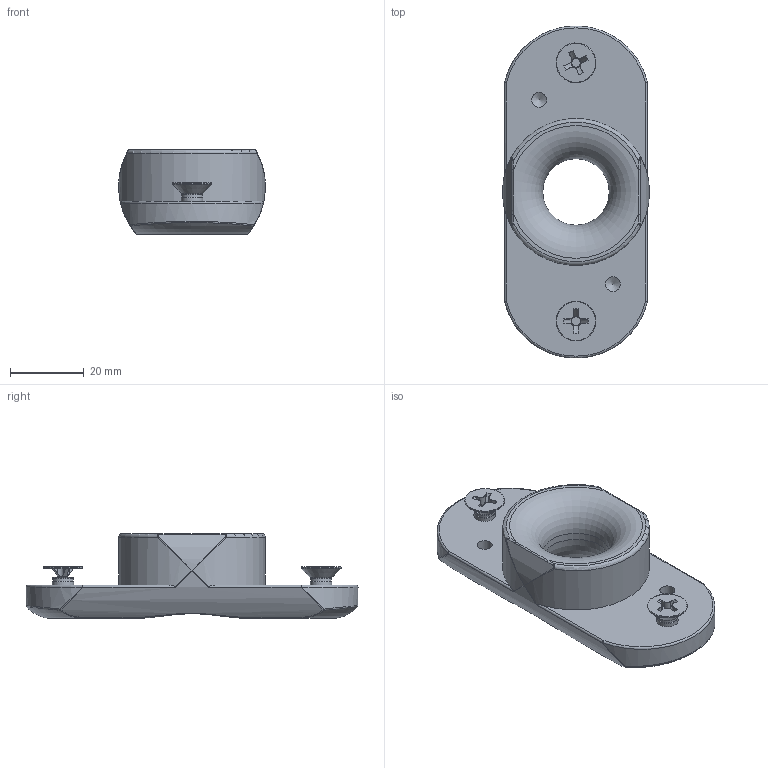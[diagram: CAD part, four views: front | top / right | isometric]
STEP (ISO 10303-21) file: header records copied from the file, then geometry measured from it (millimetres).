
FILE_DESCRIPTION(/* description */ (''),/* implementation_level */ '2;1');
FILE_NAME(/* name */ 'RF18.40.stp',/* time_stamp */ '2021-07-29T15:24:35+02:00',/* author */ ('lucade'),/* organization */ (''),/* preprocessor_version */ 'ST-DEVELOPER v18.1',/* originating_system */ 'Autodesk Inventor 2021',/* authorisation */ '');
FILE_SCHEMA (('AUTOMOTIVE_DESIGN { 1 0 10303 214 3 1 1 }'));
Length unit declared in the file: millimetre
Products named in the file (1): 21072908
Bounding box: 39.8 x 90 x 23 mm (x, y, z)
Volume: 34567.8 mm3; surface area: 10967 mm2
Topology: 3 solids, 3 shells, 169 faces, 423 edges, 250 vertices
Faces by surface type: cylinder 55, torus 32, plane 28, bspline 26, cone 20, sphere 8
Full cylindrical faces by diameter (mm): 4.05 x2, 5 x2, 5.6 x2, 5.8 x2, 10.8 x2, 18 x1
Entity records: 6199 total; most frequent: CARTESIAN_POINT 2388, ORIENTED_EDGE 826, DIRECTION 763, EDGE_CURVE 413, AXIS2_PLACEMENT_3D 334, VERTEX_POINT 250, CIRCLE 182, EDGE_LOOP 175
